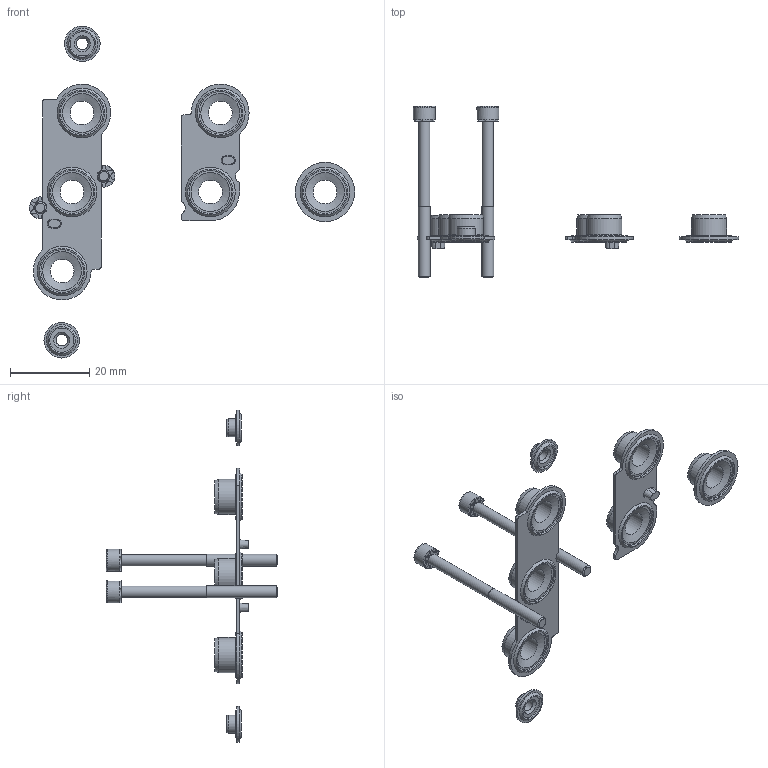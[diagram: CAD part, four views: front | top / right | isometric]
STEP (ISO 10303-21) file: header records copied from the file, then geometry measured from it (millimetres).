
FILE_DESCRIPTION(/* description */ ('STEP AP214'),/* implementation_level */ '2;1');
FILE_NAME(/* name */ '8026203_VAME-B10-20-MK',/* time_stamp */ '2024-09-10T20:31:42+02:00',/* author */ ('License CC BY-ND 4.0'),/* organization */ ('CADENAS'),/* preprocessor_version */ 'ST-DEVELOPER v19.3',/* originating_system */ 'PARTsolutions',/* authorisation */ ' ');
FILE_SCHEMA (('FEATURE_BASED_PROCESS_PLANNING','TECHNICAL_DATA_PACKAGING','AUTOMOTIVE_DESIGN {1 0 10303 214 3 1 1}'));
Length unit declared in the file: millimetre
Products named in the file (6): 8026203 VAME-B10-20-MK; 1355283 VUVS-G18-3---(S); 2833702 F-M3x40-10.9; 1743809 VUVS-M5---(S); 1715486 VUVS-G18-2---(S); 1354302 VUVS-G18---(S)
Assembly tree (7 placements, depth 2):
  8026203 VAME-B10-20-MK
    1355283 VUVS-G18-3---(S)
    2833702 F-M3x40-10.9  x2
    1743809 VUVS-M5---(S)  x2
    1715486 VUVS-G18-2---(S)
    1354302 VUVS-G18---(S)
Bounding box: 82.3 x 43.4 x 84 mm (x, y, z)
Volume: 2955.6 mm3; surface area: 5845.3 mm2
Topology: 7 solids, 7 shells, 224 faces, 483 edges, 301 vertices
Faces by surface type: plane 95, cylinder 59, cone 52, torus 18
Full cylindrical faces by diameter (mm): 2.9 x2, 2.92 x2, 3 x2, 4.6 x2, 5.5 x2, 6 x6, 6.1 x2, 8.9 x6, 9 x2, 10.8 x6, 15 x1
Entity records: 4416 total; most frequent: DIRECTION 813, CARTESIAN_POINT 709, ORIENTED_EDGE 562, AXIS2_PLACEMENT_3D 357, FACE_BOUND 292, EDGE_LOOP 291, EDGE_CURVE 281, VERTEX_POINT 223
